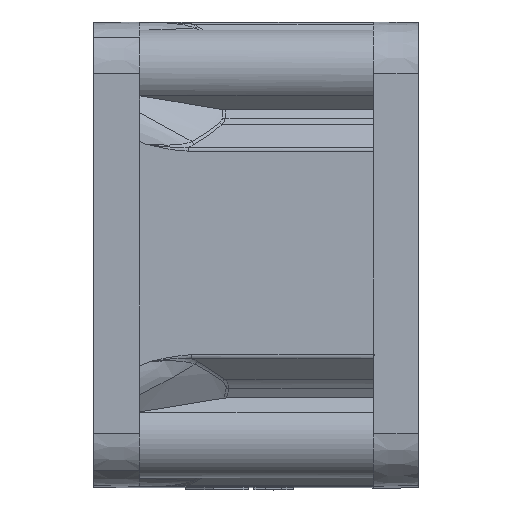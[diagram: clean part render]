
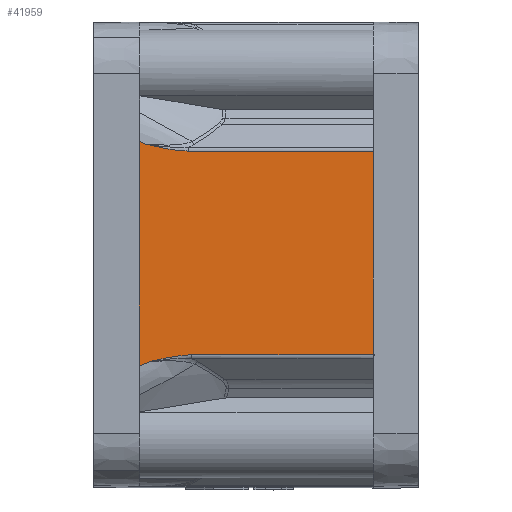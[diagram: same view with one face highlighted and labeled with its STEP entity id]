
A CAD part, left-side view. The second image highlights one B-rep face of the part: STEP entity #41959.
In plain terms, the highlighted face is planar.
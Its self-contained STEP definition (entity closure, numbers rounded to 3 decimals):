
#25416=DIRECTION('',(0.,0.,1.));
#25417=VECTOR('',#25416,8.703);
#25418=CARTESIAN_POINT('',(-20.,24.1,
0.));
#25419=LINE('',#25418,#25417);
#25420=DIRECTION('',(0.,-0.008,1.));
#25421=VECTOR('',#25420,8.848);
#25422=CARTESIAN_POINT('',(-20.,24.169,-8.848));
#25423=LINE('',#25422,#25421);
#25872=CARTESIAN_POINT('',(-20.,3.937,
0.));
#25873=CARTESIAN_POINT('',(-20.,3.934,
-1.161));
#25874=CARTESIAN_POINT('',(-20.001,3.931,
-3.428));
#25875=CARTESIAN_POINT('',(-20.002,3.942,
-6.696));
#25876=CARTESIAN_POINT('',(-20.,3.939,
-8.72));
#25877=CARTESIAN_POINT('',(-20.001,3.936,
-9.698));
#25879=DIRECTION('',(0.,0.,-1.));
#25880=VECTOR('',#25879,9.698);
#25881=CARTESIAN_POINT('',(-20.,3.937,
9.698));
#25882=LINE('',#25881,#25880);
#25903=CARTESIAN_POINT('',(-20.,4.818,
9.3));
#25904=CARTESIAN_POINT('',(-20.,4.844,
9.293));
#25905=CARTESIAN_POINT('',(-20.,4.954,
9.267));
#25906=CARTESIAN_POINT('',(-20.,5.488,
9.144));
#25907=CARTESIAN_POINT('',(-20.,5.788,
9.079));
#25908=CARTESIAN_POINT('',(-20.,6.067,
9.021));
#25909=CARTESIAN_POINT('',(-20.,6.446,
8.944));
#25910=CARTESIAN_POINT('',(-20.,6.855,
8.868));
#25911=CARTESIAN_POINT('',(-20.,7.343,
8.788));
#25912=CARTESIAN_POINT('',(-20.,7.979,
8.719));
#25913=CARTESIAN_POINT('',(-20.,8.31,
8.704));
#25914=CARTESIAN_POINT('',(-20.,8.469,
8.703));
#25916=CARTESIAN_POINT('',(-20.,3.937,
9.698));
#25917=CARTESIAN_POINT('',(-20.,4.231,
9.567));
#25918=CARTESIAN_POINT('',(-20.,4.525,
9.435));
#25919=CARTESIAN_POINT('',(-20.,4.818,
9.3));
#25921=CARTESIAN_POINT('',(-20.,4.519,
-9.437));
#25922=CARTESIAN_POINT('',(-20.,4.325,
-9.525));
#25923=CARTESIAN_POINT('',(-20.001,4.131,
-9.612));
#25924=CARTESIAN_POINT('',(-20.001,3.936,
-9.698));
#25926=CARTESIAN_POINT('',(-20.,8.156,
-8.848));
#25927=CARTESIAN_POINT('',(-20.,7.531,
-8.848));
#25928=CARTESIAN_POINT('',(-20.,6.311,
-9.032));
#25929=CARTESIAN_POINT('',(-20.,5.116,
-9.301));
#25930=CARTESIAN_POINT('',(-20.,4.519,
-9.437));
#25941=DIRECTION('',(0.,-1.,0.));
#25942=VECTOR('',#25941,15.631);
#25943=CARTESIAN_POINT('',(-20.,24.1,
8.703));
#25944=LINE('',#25943,#25942);
#26059=DIRECTION('',(0.,1.,0.));
#26060=VECTOR('',#26059,16.013);
#26061=CARTESIAN_POINT('',(-20.,8.156,
-8.848));
#26062=LINE('',#26061,#26060);
#27475=CARTESIAN_POINT('',(-20.,3.937,
9.698));
#27476=CARTESIAN_POINT('',(-20.,3.937,
0.));
#27477=VERTEX_POINT('',#27475);
#27478=VERTEX_POINT('',#27476);
#27486=VERTEX_POINT('',#25877);
#27586=CARTESIAN_POINT('',(-20.,24.169,-8.848));
#27587=CARTESIAN_POINT('',(-20.,24.1,
0.));
#27588=VERTEX_POINT('',#27586);
#27589=VERTEX_POINT('',#27587);
#27590=CARTESIAN_POINT('',(-20.,24.1,
8.703));
#27591=VERTEX_POINT('',#27590);
#28281=CARTESIAN_POINT('',(-20.,8.469,
8.703));
#28282=VERTEX_POINT('',#28281);
#28283=CARTESIAN_POINT('',(-20.,8.156,
-8.848));
#28284=VERTEX_POINT('',#28283);
#28285=VERTEX_POINT('',#25930);
#28286=VERTEX_POINT('',#25919);
#41937=CARTESIAN_POINT('',(-20.,24.573,-10.086));
#41938=DIRECTION('',(1.,0.,0.));
#41939=DIRECTION('',(0.,0.,1.));
#41940=AXIS2_PLACEMENT_3D('',#41937,#41938,#41939);
#41941=PLANE('',#41940);
#41943=ORIENTED_EDGE('',*,*,#41942,.F.);
#41944=ORIENTED_EDGE('',*,*,#41561,.F.);
#41945=ORIENTED_EDGE('',*,*,#41883,.T.);
#41946=ORIENTED_EDGE('',*,*,#41881,.T.);
#41948=ORIENTED_EDGE('',*,*,#41947,.F.);
#41950=ORIENTED_EDGE('',*,*,#41949,.F.);
#41952=ORIENTED_EDGE('',*,*,#41951,.T.);
#41953=ORIENTED_EDGE('',*,*,#41305,.T.);
#41954=ORIENTED_EDGE('',*,*,#41303,.T.);
#41956=ORIENTED_EDGE('',*,*,#41955,.T.);
#41957=EDGE_LOOP('',(#41943,#41944,#41945,#41946,#41948,#41950,#41952,#41953,
#41954,#41956));
#41958=FACE_OUTER_BOUND('',#41957,.F.);
#25878=B_SPLINE_CURVE_WITH_KNOTS('',3,(#25872,#25873,#25874,#25875,#25876,
#25877),.UNSPECIFIED.,.F.,.F.,(4,1,1,4),(0.,0.333,
0.667,1.),.UNSPECIFIED.);
#25915=B_SPLINE_CURVE_WITH_KNOTS('',3,(#25903,#25904,#25905,#25906,#25907,
#25908,#25909,#25910,#25911,#25912,#25913,#25914),.UNSPECIFIED.,.F.,.F.,(4,1,1,
1,1,1,1,1,1,4),(0.,0.111,0.222,0.333,
0.444,0.556,0.667,0.778,
0.889,1.),.UNSPECIFIED.);
#25920=B_SPLINE_CURVE_WITH_KNOTS('',3,(#25916,#25917,#25918,#25919),
.UNSPECIFIED.,.F.,.F.,(4,4),(0.,1.),.UNSPECIFIED.);
#25925=B_SPLINE_CURVE_WITH_KNOTS('',3,(#25921,#25922,#25923,#25924),
.UNSPECIFIED.,.F.,.F.,(4,4),(0.,1.),.UNSPECIFIED.);
#25931=B_SPLINE_CURVE_WITH_KNOTS('',3,(#25926,#25927,#25928,#25929,#25930),
.UNSPECIFIED.,.F.,.F.,(4,1,4),(0.,0.5,1.),.UNSPECIFIED.);
#41303=EDGE_CURVE('',#27589,#27591,#25419,.T.);
#41305=EDGE_CURVE('',#27588,#27589,#25423,.T.);
#41561=EDGE_CURVE('',#27477,#28286,#25920,.T.);
#41881=EDGE_CURVE('',#27478,#27486,#25878,.T.);
#41883=EDGE_CURVE('',#27477,#27478,#25882,.T.);
#41942=EDGE_CURVE('',#28286,#28282,#25915,.T.);
#41947=EDGE_CURVE('',#28285,#27486,#25925,.T.);
#41949=EDGE_CURVE('',#28284,#28285,#25931,.T.);
#41951=EDGE_CURVE('',#28284,#27588,#26062,.T.);
#41955=EDGE_CURVE('',#27591,#28282,#25944,.T.);
#41959=ADVANCED_FACE('',(#41958),#41941,.F.);
